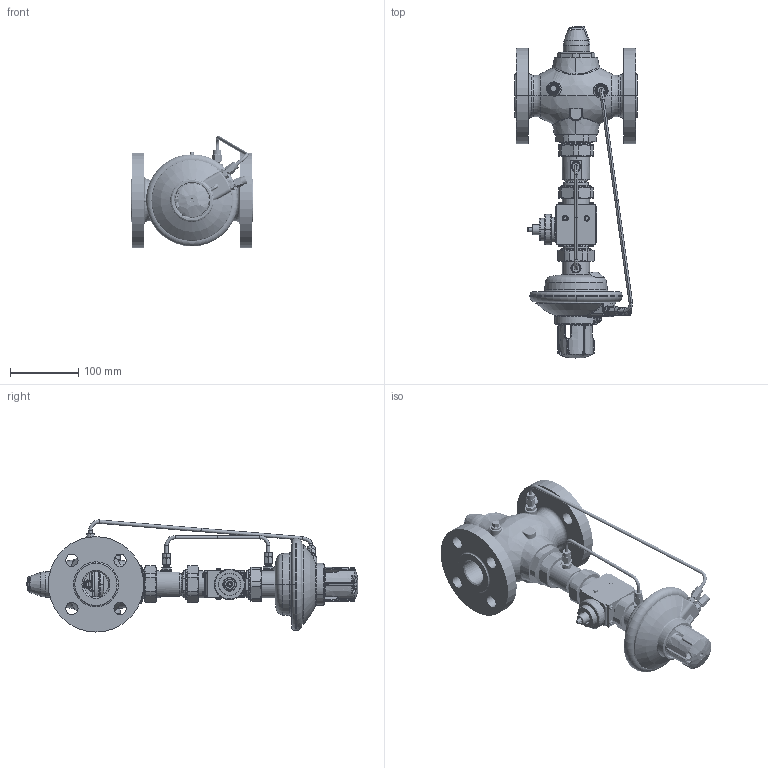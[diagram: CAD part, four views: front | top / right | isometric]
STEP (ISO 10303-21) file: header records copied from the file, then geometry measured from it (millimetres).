
FILE_DESCRIPTION((''),'2;1');
FILE_NAME('003H6810_ASM','2015-03-10T',('u317927'),('Danfoss'),'PRO/ENGINEER BY PARAMETRIC TECHNOLOGY CORPORATION, 2014000','PRO/ENGINEER BY PARAMETRIC TECHNOLOGY CORPORATION, 2014000','');
FILE_SCHEMA(('CONFIG_CONTROL_DESIGN'));
Length unit declared in the file: millimetre
Products named in the file (56): 8883806_INST-1; 8883808; 8890090; 88812010; 88812110_ASM; 8883791_ASM; 8883802; 8883519_ASM; 8883790_ASM; 8881279; 8883901; 8883789_ASM; 8881282; 88812800; 8881268_ASM; 8881269; 8881270_ASM; 8882870; 8881276; 8881277; 8881285; 5479057; 8881275_ASM; 8881273; 5479095; 5201739; 5184009; 8883794_ASM; 8883897; 8883793_ASM; 5454030; 51840130; 5454032; 88810710; 5191729; 5211524; SERTO2; SERTO3; SERTO-2_ASM; 8883503 ...
Assembly tree (81 placements, depth 4):
  003H6810_ASM
    8883790_ASM
      8883806_INST-1
      8883808
      8890090
      88812010
      88812110_ASM
      8883791_ASM
      8883519_ASM
        8883802
    8883794_ASM
      8883789_ASM
        8881279
        8883901
        8890090
      8881268_ASM
        8881282
        88812800
      8881269
      8881270_ASM
      8882870  x2
      8881276
      8881277
      8881275_ASM
        8881285
        5479057  x2
      8881273
      5479095  x2
      5201739  x2
      5184009  x8
    8883793_ASM
      8883897
      8882870
      8890090
    5454030
    51840130
    5454032  x5
    88810710  x3
    5191729
    5211524
    SERTO-2_ASM
      88810710
      SERTO2
      SERTO3
    8883503
    8883844_ASM
      8883842
    8882035_ASM
      8882043
      8882049
    88821480_ASM
      88821540
    8882954
    5184018
    8882005
    5589607  x2
    5211513  x3
    5191725  x3
    8883557
    8883560
Bounding box: 180 x 487.27 x 164.49 mm (x, y, z)
Volume: 1435980.8 mm3; surface area: 506075.1 mm2
Topology: 67 solids, 116 shells, 3279 faces, 7727 edges, 4740 vertices
Faces by surface type: cylinder 1109, plane 935, cone 615, torus 395, bspline 201, sphere 24
Entity records: 86642 total; most frequent: CARTESIAN_POINT 29328, DIRECTION 12294, ORIENTED_EDGE 11466, EDGE_CURVE 5792, AXIS2_PLACEMENT_3D 5235, VERTEX_POINT 3550, CIRCLE 2759, EDGE_LOOP 2748
